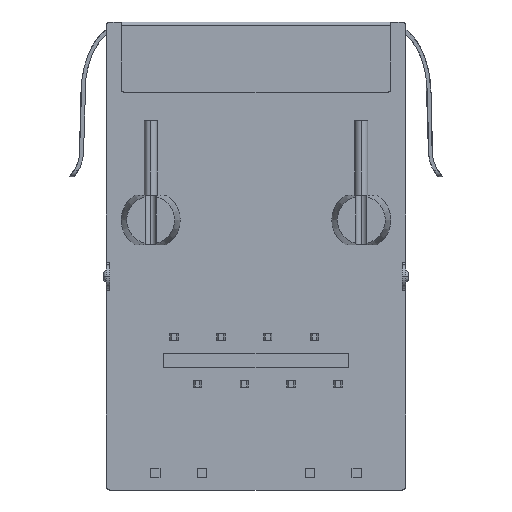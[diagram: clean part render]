
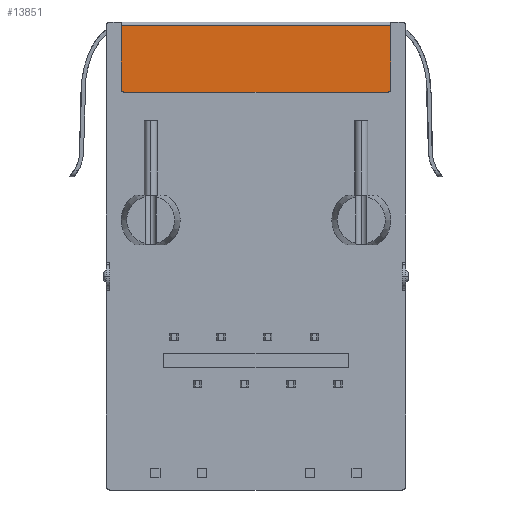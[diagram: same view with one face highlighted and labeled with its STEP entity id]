
A CAD part, front view. The second image highlights one B-rep face of the part: STEP entity #13851.
In plain terms, the highlighted planar face has unit normal (0, -1, 0).
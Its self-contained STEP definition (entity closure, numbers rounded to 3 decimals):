
#735 = VERTEX_POINT ( 'NONE', #27092 ) ;
#3646 = ORIENTED_EDGE ( 'NONE', *, *, #5923, .F. ) ;
#3680 = ORIENTED_EDGE ( 'NONE', *, *, #22231, .T. ) ;
#3975 = CARTESIAN_POINT ( 'NONE',  ( 17.45, 3.55, -0.2 ) ) ;
#4034 = VECTOR ( 'NONE', #24789, 1000. ) ;
#4451 = DIRECTION ( 'NONE',  ( -1., 0., 0. ) ) ;
#4962 = ORIENTED_EDGE ( 'NONE', *, *, #25166, .T. ) ;
#5923 = EDGE_CURVE ( 'NONE', #11926, #14570, #19300, .T. ) ;
#6371 = DIRECTION ( 'NONE',  ( -1., 0., 0. ) ) ;
#6536 = CARTESIAN_POINT ( 'NONE',  ( 2.8, 3.55, -3.65 ) ) ;
#6621 = CARTESIAN_POINT ( 'NONE',  ( 2.95, 3.55, -3.65 ) ) ;
#8628 = DIRECTION ( 'NONE',  ( 1., 0., 0. ) ) ;
#9216 = DIRECTION ( 'NONE',  ( 0., -1., 0. ) ) ;
#10746 = VERTEX_POINT ( 'NONE', #3975 ) ;
#10783 = CARTESIAN_POINT ( 'NONE',  ( 2.8, 3.55, -0.2 ) ) ;
#11046 = CARTESIAN_POINT ( 'NONE',  ( 2.95, 3.55, -3.8 ) ) ;
#11250 = FACE_OUTER_BOUND ( 'NONE', #18932, .T. ) ;
#11701 = EDGE_CURVE ( 'NONE', #10746, #23214, #16194, .T. ) ;
#11835 = ORIENTED_EDGE ( 'NONE', *, *, #24716, .F. ) ;
#11926 = VERTEX_POINT ( 'NONE', #22485 ) ;
#13841 = DIRECTION ( 'NONE',  ( 0., 0., -1. ) ) ;
#13851 = ADVANCED_FACE ( 'NONE', ( #11250 ), #20433, .T. ) ;
#14037 = VECTOR ( 'NONE', #17903, 1000. ) ;
#14570 = VERTEX_POINT ( 'NONE', #11046 ) ;
#14675 = EDGE_CURVE ( 'NONE', #24236, #735, #15163, .T. ) ;
#14994 = CARTESIAN_POINT ( 'NONE',  ( 17.3, 3.55, -3.8 ) ) ;
#15093 = LINE ( 'NONE', #10783, #28032 ) ;
#15121 = CIRCLE ( 'NONE', #20171, 0.15 ) ;
#15163 = LINE ( 'NONE', #6536, #14037 ) ;
#16194 = LINE ( 'NONE', #26650, #4034 ) ;
#17903 = DIRECTION ( 'NONE',  ( 0., 0., 1. ) ) ;
#17934 = CARTESIAN_POINT ( 'NONE',  ( 17.3, 3.55, -3.65 ) ) ;
#18075 = DIRECTION ( 'NONE',  ( 0., -1., 0. ) ) ;
#18296 = CARTESIAN_POINT ( 'NONE',  ( 2., 3.55, -25.4 ) ) ;
#18932 = EDGE_LOOP ( 'NONE', ( #20775, #3680, #3646, #4962, #22913, #11835 ) ) ;
#19300 = LINE ( 'NONE', #14994, #20442 ) ;
#20171 = AXIS2_PLACEMENT_3D ( 'NONE', #6621, #9216, #4451 ) ;
#20433 = PLANE ( 'NONE',  #24006 ) ;
#20442 = VECTOR ( 'NONE', #6371, 1000. ) ;
#20775 = ORIENTED_EDGE ( 'NONE', *, *, #14675, .F. ) ;
#22231 = EDGE_CURVE ( 'NONE', #24236, #14570, #15121, .T. ) ;
#22367 = DIRECTION ( 'NONE',  ( 0., 0., -1. ) ) ;
#22485 = CARTESIAN_POINT ( 'NONE',  ( 17.3, 3.55, -3.8 ) ) ;
#22913 = ORIENTED_EDGE ( 'NONE', *, *, #11701, .F. ) ;
#23015 = CIRCLE ( 'NONE', #25302, 0.15 ) ;
#23214 = VERTEX_POINT ( 'NONE', #24568 ) ;
#24006 = AXIS2_PLACEMENT_3D ( 'NONE', #18296, #26579, #13841 ) ;
#24236 = VERTEX_POINT ( 'NONE', #25281 ) ;
#24568 = CARTESIAN_POINT ( 'NONE',  ( 17.45, 3.55, -3.65 ) ) ;
#24716 = EDGE_CURVE ( 'NONE', #735, #10746, #15093, .T. ) ;
#24789 = DIRECTION ( 'NONE',  ( 0., 0., -1. ) ) ;
#25166 = EDGE_CURVE ( 'NONE', #11926, #23214, #23015, .T. ) ;
#25281 = CARTESIAN_POINT ( 'NONE',  ( 2.8, 3.55, -3.65 ) ) ;
#25302 = AXIS2_PLACEMENT_3D ( 'NONE', #17934, #18075, #22367 ) ;
#26579 = DIRECTION ( 'NONE',  ( 0., -1., 0. ) ) ;
#26650 = CARTESIAN_POINT ( 'NONE',  ( 17.45, 3.55, -0.2 ) ) ;
#27092 = CARTESIAN_POINT ( 'NONE',  ( 2.8, 3.55, -0.2 ) ) ;
#28032 = VECTOR ( 'NONE', #8628, 1000. ) ;
